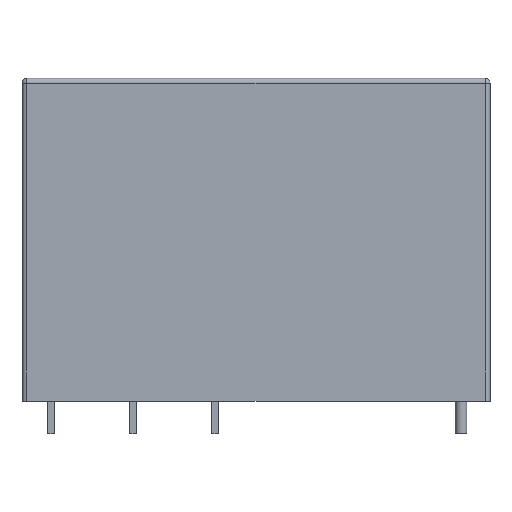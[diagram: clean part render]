
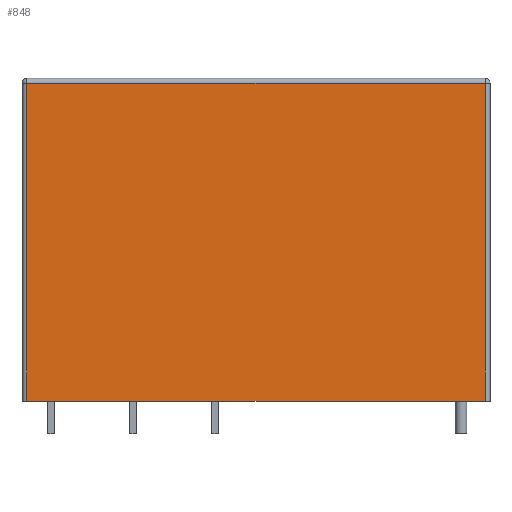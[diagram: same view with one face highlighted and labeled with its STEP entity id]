
A CAD part, top view. The second image highlights one B-rep face of the part: STEP entity #848.
In plain terms, the highlighted planar face has unit normal (0, 0, 1).
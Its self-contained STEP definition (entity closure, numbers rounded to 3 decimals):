
#34=PLANE('',#946);
#79=LINE('',#1276,#173);
#86=LINE('',#1306,#180);
#90=LINE('',#1312,#184);
#95=LINE('',#1322,#189);
#173=VECTOR('',#1023,10.);
#180=VECTOR('',#1056,10.);
#184=VECTOR('',#1064,10.);
#189=VECTOR('',#1079,10.);
#290=FACE_OUTER_BOUND('',#350,.T.);
#350=EDGE_LOOP('',(#657,#658,#659,#660));
#422=VERTEX_POINT('',#1269);
#424=VERTEX_POINT('',#1274);
#430=VERTEX_POINT('',#1295);
#433=VERTEX_POINT('',#1302);
#497=EDGE_CURVE('',#424,#422,#79,.T.);
#512=EDGE_CURVE('',#430,#433,#86,.T.);
#516=EDGE_CURVE('',#422,#430,#90,.T.);
#521=EDGE_CURVE('',#433,#424,#95,.T.);
#657=ORIENTED_EDGE('',*,*,#497,.F.);
#658=ORIENTED_EDGE('',*,*,#521,.F.);
#659=ORIENTED_EDGE('',*,*,#512,.F.);
#660=ORIENTED_EDGE('',*,*,#516,.F.);
#848=ADVANCED_FACE('',(#290),#34,.T.);
#946=AXIS2_PLACEMENT_3D('',#1321,#1077,#1078);
#1023=DIRECTION('',(0.,1.,0.));
#1056=DIRECTION('',(0.,-1.,0.));
#1064=DIRECTION('',(1.,0.,0.));
#1077=DIRECTION('center_axis',(0.,0.,1.));
#1078=DIRECTION('ref_axis',(1.,0.,0.));
#1079=DIRECTION('',(-1.,0.,0.));
#1269=CARTESIAN_POINT('',(-14.2,19.7,6.4));
#1274=CARTESIAN_POINT('',(-14.2,0.,6.4));
#1276=CARTESIAN_POINT('',(-14.2,0.,6.4));
#1295=CARTESIAN_POINT('',(14.2,19.7,6.4));
#1302=CARTESIAN_POINT('',(14.2,0.,6.4));
#1306=CARTESIAN_POINT('',(14.2,0.,6.4));
#1312=CARTESIAN_POINT('',(-7.25,19.7,6.4));
#1321=CARTESIAN_POINT('Origin',(-14.5,0.,6.4));
#1322=CARTESIAN_POINT('',(14.5,0.,6.4));
